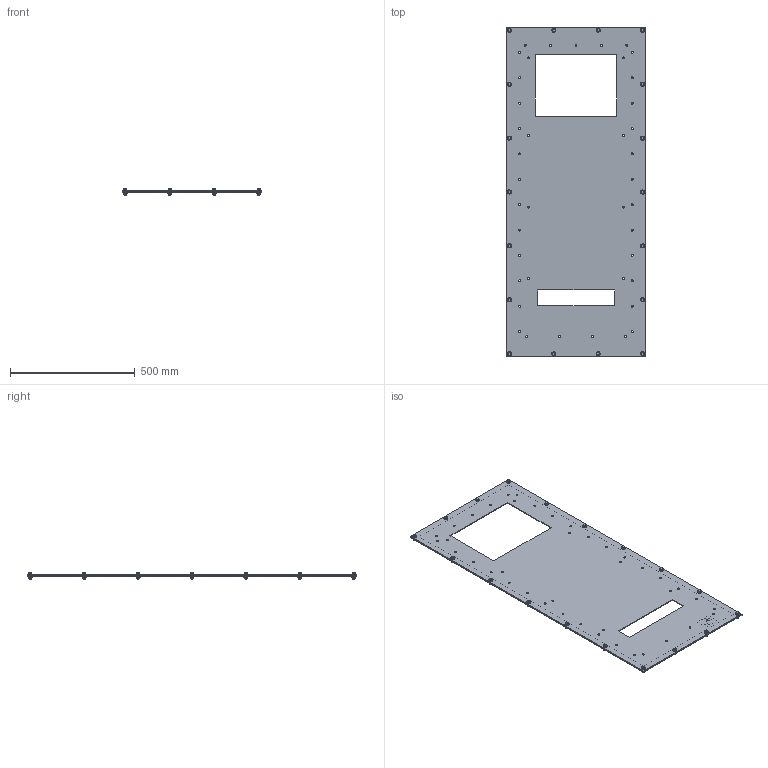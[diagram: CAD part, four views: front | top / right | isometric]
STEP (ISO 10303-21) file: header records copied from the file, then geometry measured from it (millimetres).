
FILE_DESCRIPTION(/* description */ ('52" X 22" COVER PLATE'),/* implementation_level */ '2;1');
FILE_NAME(/* name */ 'D52CVPKNHX47.stp',/* time_stamp */ '2017-10-11T15:28:25+06:00',/* author */ ('vdas'),/* organization */ (''),/* preprocessor_version */ 'ST-DEVELOPER v16.1',/* originating_system */ 'Autodesk Inventor 2016',/* authorisation */ '');
FILE_SCHEMA (('AUTOMOTIVE_DESIGN { 1 0 10303 214 3 1 1 }'));
Length unit declared in the file: inch
Products named in the file (9): D52CVPKNHX47; D5222CVPGSKT; 30221; 3905; 3907; 34929; 10 GA TO 14 GA w 0.125 Comp; 34466; D52CVPKNHX47_1
Assembly tree (25 placements, depth 3):
  D52CVPKNHX47_1
    D52CVPKNHX47
    D5222CVPGSKT
    10 GA TO 14 GA w 0.125 Comp  x18
      30221
      3905
      3907
      34929
    34466
Bounding box: 558.8 x 1320.8 x 24.22 mm (x, y, z)
Volume: 2352389.6 mm3; surface area: 1548868.8 mm2
Topology: 75 solids, 75 shells, 1091 faces, 2376 edges, 1476 vertices
Faces by surface type: plane 556, cylinder 265, cone 198, bspline 36, torus 36
Full cylindrical faces by diameter (mm): 4.978 x18, 5.556 x18, 5.969 x18, 6.35 x18, 6.985 x18, 7.144 x18, 7.366 x18, 7.925 x41, 11.049 x18, 11.125 x18, 15.24 x18, 15.875 x18, 16.51 x18, 44.45 x1, 44.958 x1
Entity records: 6233 total; most frequent: CARTESIAN_POINT 1037, DIRECTION 1021, ORIENTED_EDGE 782, EDGE_LOOP 459, AXIS2_PLACEMENT_3D 434, EDGE_CURVE 391, VERTEX_POINT 318, FACE_BOUND 269
